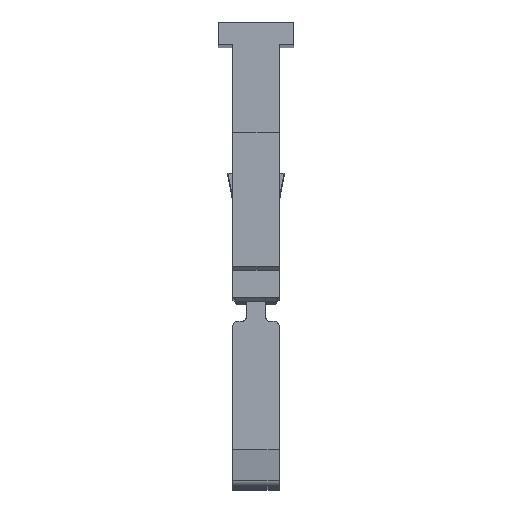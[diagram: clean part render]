
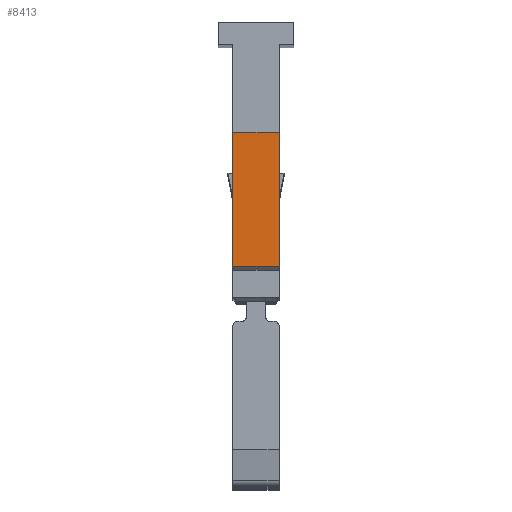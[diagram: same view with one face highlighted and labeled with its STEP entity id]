
A CAD part, top view. The second image highlights one B-rep face of the part: STEP entity #8413.
In plain terms, the highlighted planar face has unit normal (0, 0, 1).
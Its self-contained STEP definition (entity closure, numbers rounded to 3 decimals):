
#237 = VECTOR ( 'NONE', #6260, 1000. ) ;
#277 = VECTOR ( 'NONE', #6408, 1000. ) ;
#1183 = ORIENTED_EDGE ( 'NONE', *, *, #17538, .T. ) ;
#1194 = ORIENTED_EDGE ( 'NONE', *, *, #16401, .F. ) ;
#1257 = ORIENTED_EDGE ( 'NONE', *, *, #16809, .T. ) ;
#1283 = ORIENTED_EDGE ( 'NONE', *, *, #17452, .T. ) ;
#2931 = AXIS2_PLACEMENT_3D ( 'NONE', #19786, #19788, #19789 ) ;
#3222 = VECTOR ( 'NONE', #22111, 1000. ) ;
#5279 = CARTESIAN_POINT ( 'NONE',  ( 1456.84, 983.995, 113.85 ) ) ;
#5292 = CARTESIAN_POINT ( 'NONE',  ( 1456.84, 977.085, 113.85 ) ) ;
#6163 = VERTEX_POINT ( 'NONE', #5292 ) ;
#6196 = VERTEX_POINT ( 'NONE', #5279 ) ;
#6258 = CARTESIAN_POINT ( 'NONE',  ( 1516.482, 977.085, 113.85 ) ) ;
#6260 = DIRECTION ( 'NONE',  ( 1., 0., 0. ) ) ;
#6296 = LINE ( 'NONE', #6258, #237 ) ;
#6398 = CARTESIAN_POINT ( 'NONE',  ( 1516.482, 983.995, 113.85 ) ) ;
#6408 = DIRECTION ( 'NONE',  ( -1., 0., 0. ) ) ;
#6424 = LINE ( 'NONE', #6398, #277 ) ;
#8413 = ADVANCED_FACE ( 'NONE', ( #19770 ), #19771, .T. ) ;
#8862 = CARTESIAN_POINT ( 'NONE',  ( 1459.24, 983.995, 113.85 ) ) ;
#8913 = CARTESIAN_POINT ( 'NONE',  ( 1459.24, 977.085, 113.85 ) ) ;
#9329 = EDGE_LOOP ( 'NONE', ( #1257, #1183, #1194, #1283 ) ) ;
#9641 = CARTESIAN_POINT ( 'NONE',  ( 1459.24, 977.495, 113.85 ) ) ;
#9679 = DIRECTION ( 'NONE',  ( 0., 1., 0. ) ) ;
#9699 = LINE ( 'NONE', #9641, #25133 ) ;
#13909 = VERTEX_POINT ( 'NONE', #8862 ) ;
#13933 = VERTEX_POINT ( 'NONE', #8913 ) ;
#16401 = EDGE_CURVE ( 'NONE', #6163, #6196, #22098, .T. ) ;
#16809 = EDGE_CURVE ( 'NONE', #13933, #13909, #9699, .T. ) ;
#17452 = EDGE_CURVE ( 'NONE', #6163, #13933, #6296, .T. ) ;
#17538 = EDGE_CURVE ( 'NONE', #13909, #6196, #6424, .T. ) ;
#19770 = FACE_OUTER_BOUND ( 'NONE', #9329, .T. ) ;
#19771 = PLANE ( 'NONE',  #2931 ) ;
#19786 = CARTESIAN_POINT ( 'NONE',  ( 1516.482, 977.495, 113.85 ) ) ;
#19788 = DIRECTION ( 'NONE',  ( 0., 0., 1. ) ) ;
#19789 = DIRECTION ( 'NONE',  ( 0., -1., 0. ) ) ;
#22098 = LINE ( 'NONE', #22136, #3222 ) ;
#22111 = DIRECTION ( 'NONE',  ( 0., 1., 0. ) ) ;
#22136 = CARTESIAN_POINT ( 'NONE',  ( 1456.84, 986.093, 113.85 ) ) ;
#25133 = VECTOR ( 'NONE', #9679, 1000. ) ;
